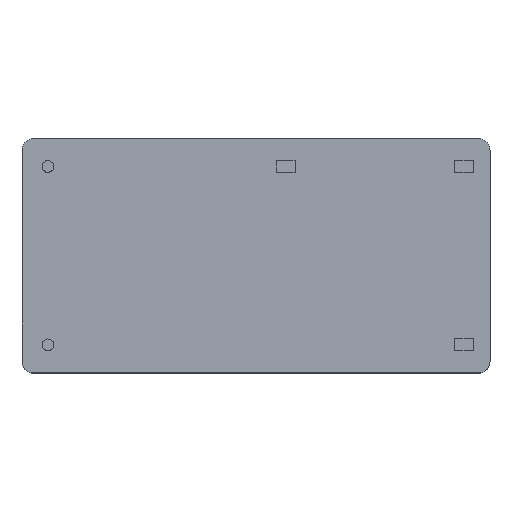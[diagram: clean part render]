
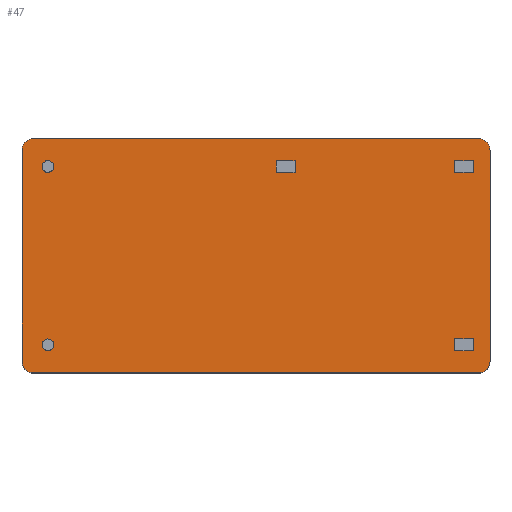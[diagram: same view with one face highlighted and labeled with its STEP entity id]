
A CAD part, top view. The second image highlights one B-rep face of the part: STEP entity #47.
In plain terms, the highlighted planar face has unit normal (0, 0, 1).
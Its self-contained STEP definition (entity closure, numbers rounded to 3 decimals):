
#47=ADVANCED_FACE('',(#103,#104,#105,#106,#107,#108),#109,.T.);
#103=FACE_OUTER_BOUND('',#218,.T.);
#104=FACE_BOUND('',#219,.T.);
#105=FACE_BOUND('',#220,.T.);
#106=FACE_BOUND('',#221,.T.);
#107=FACE_BOUND('',#222,.T.);
#108=FACE_BOUND('',#223,.T.);
#109=PLANE('',#224);
#218=EDGE_LOOP('',(#339,#340,#341,#342,#343,#344,#345,#346));
#219=EDGE_LOOP('',(#347,#348));
#220=EDGE_LOOP('',(#349,#350,#351,#352));
#221=EDGE_LOOP('',(#353,#354,#355,#356));
#222=EDGE_LOOP('',(#357,#358,#359,#360));
#223=EDGE_LOOP('',(#361,#362));
#224=AXIS2_PLACEMENT_3D('',#363,#364,#365);
#339=ORIENTED_EDGE('',*,*,#744,.T.);
#340=ORIENTED_EDGE('',*,*,#745,.T.);
#341=ORIENTED_EDGE('',*,*,#746,.T.);
#342=ORIENTED_EDGE('',*,*,#747,.T.);
#343=ORIENTED_EDGE('',*,*,#748,.T.);
#344=ORIENTED_EDGE('',*,*,#749,.T.);
#345=ORIENTED_EDGE('',*,*,#750,.T.);
#346=ORIENTED_EDGE('',*,*,#751,.T.);
#347=ORIENTED_EDGE('',*,*,#752,.F.);
#348=ORIENTED_EDGE('',*,*,#753,.F.);
#349=ORIENTED_EDGE('',*,*,#754,.F.);
#350=ORIENTED_EDGE('',*,*,#755,.F.);
#351=ORIENTED_EDGE('',*,*,#756,.F.);
#352=ORIENTED_EDGE('',*,*,#757,.F.);
#353=ORIENTED_EDGE('',*,*,#758,.F.);
#354=ORIENTED_EDGE('',*,*,#759,.F.);
#355=ORIENTED_EDGE('',*,*,#760,.F.);
#356=ORIENTED_EDGE('',*,*,#761,.F.);
#357=ORIENTED_EDGE('',*,*,#762,.F.);
#358=ORIENTED_EDGE('',*,*,#763,.F.);
#359=ORIENTED_EDGE('',*,*,#764,.F.);
#360=ORIENTED_EDGE('',*,*,#765,.F.);
#361=ORIENTED_EDGE('',*,*,#766,.F.);
#362=ORIENTED_EDGE('',*,*,#767,.F.);
#363=CARTESIAN_POINT('',(0.0,0.0,0.0));
#364=DIRECTION('',(0.0,0.0,1.0));
#365=DIRECTION('',(1.0,0.0,0.0));
#744=EDGE_CURVE('',#872,#873,#874,.T.);
#745=EDGE_CURVE('',#873,#875,#876,.T.);
#746=EDGE_CURVE('',#875,#877,#878,.T.);
#747=EDGE_CURVE('',#877,#879,#880,.T.);
#748=EDGE_CURVE('',#879,#881,#882,.T.);
#749=EDGE_CURVE('',#881,#883,#884,.T.);
#750=EDGE_CURVE('',#883,#885,#886,.T.);
#751=EDGE_CURVE('',#885,#872,#887,.T.);
#752=EDGE_CURVE('',#888,#889,#890,.T.);
#753=EDGE_CURVE('',#889,#888,#891,.T.);
#754=EDGE_CURVE('',#892,#893,#894,.T.);
#755=EDGE_CURVE('',#895,#892,#896,.T.);
#756=EDGE_CURVE('',#897,#895,#898,.T.);
#757=EDGE_CURVE('',#893,#897,#899,.T.);
#758=EDGE_CURVE('',#900,#901,#902,.T.);
#759=EDGE_CURVE('',#903,#900,#904,.T.);
#760=EDGE_CURVE('',#905,#903,#906,.T.);
#761=EDGE_CURVE('',#901,#905,#907,.T.);
#762=EDGE_CURVE('',#908,#909,#910,.T.);
#763=EDGE_CURVE('',#911,#908,#912,.T.);
#764=EDGE_CURVE('',#913,#911,#914,.T.);
#765=EDGE_CURVE('',#909,#913,#915,.T.);
#766=EDGE_CURVE('',#916,#917,#918,.T.);
#767=EDGE_CURVE('',#917,#916,#919,.T.);
#872=VERTEX_POINT('',#1086);
#873=VERTEX_POINT('',#1087);
#874=LINE('',#1088,#1089);
#875=VERTEX_POINT('',#1090);
#876=CIRCLE('',#1091,0.5);
#877=VERTEX_POINT('',#1092);
#878=LINE('',#1093,#1094);
#879=VERTEX_POINT('',#1095);
#880=CIRCLE('',#1096,0.5);
#881=VERTEX_POINT('',#1097);
#882=LINE('',#1098,#1099);
#883=VERTEX_POINT('',#1100);
#884=CIRCLE('',#1101,0.5);
#885=VERTEX_POINT('',#1102);
#886=LINE('',#1103,#1104);
#887=CIRCLE('',#1105,0.5);
#888=VERTEX_POINT('',#1106);
#889=VERTEX_POINT('',#1107);
#890=CIRCLE('',#1108,0.25);
#891=CIRCLE('',#1109,0.25);
#892=VERTEX_POINT('',#1110);
#893=VERTEX_POINT('',#1111);
#894=LINE('',#1112,#1113);
#895=VERTEX_POINT('',#1114);
#896=LINE('',#1115,#1116);
#897=VERTEX_POINT('',#1117);
#898=LINE('',#1118,#1119);
#899=LINE('',#1120,#1121);
#900=VERTEX_POINT('',#1122);
#901=VERTEX_POINT('',#1123);
#902=LINE('',#1124,#1125);
#903=VERTEX_POINT('',#1126);
#904=LINE('',#1127,#1128);
#905=VERTEX_POINT('',#1129);
#906=LINE('',#1130,#1131);
#907=LINE('',#1132,#1133);
#908=VERTEX_POINT('',#1134);
#909=VERTEX_POINT('',#1135);
#910=LINE('',#1136,#1137);
#911=VERTEX_POINT('',#1138);
#912=LINE('',#1139,#1140);
#913=VERTEX_POINT('',#1141);
#914=LINE('',#1142,#1143);
#915=LINE('',#1144,#1145);
#916=VERTEX_POINT('',#1146);
#917=VERTEX_POINT('',#1147);
#918=CIRCLE('',#1148,0.25);
#919=CIRCLE('',#1149,0.25);
#1086=CARTESIAN_POINT('',(-10.0,4.5,0.0));
#1087=CARTESIAN_POINT('',(-10.0,-4.5,0.0));
#1088=CARTESIAN_POINT('',(-10.0,4.5,0.0));
#1089=VECTOR('',#1377,9.0);
#1090=CARTESIAN_POINT('',(-9.5,-5.0,0.0));
#1091=AXIS2_PLACEMENT_3D('',#1378,#1379,#1380);
#1092=CARTESIAN_POINT('',(9.5,-5.0,0.0));
#1093=CARTESIAN_POINT('',(-9.5,-5.0,0.0));
#1094=VECTOR('',#1381,19.0);
#1095=CARTESIAN_POINT('',(10.0,-4.5,0.0));
#1096=AXIS2_PLACEMENT_3D('',#1382,#1383,#1384);
#1097=CARTESIAN_POINT('',(10.0,4.5,0.0));
#1098=CARTESIAN_POINT('',(10.0,-4.5,0.0));
#1099=VECTOR('',#1385,9.0);
#1100=CARTESIAN_POINT('',(9.5,5.0,0.0));
#1101=AXIS2_PLACEMENT_3D('',#1386,#1387,#1388);
#1102=CARTESIAN_POINT('',(-9.5,5.0,0.0));
#1103=CARTESIAN_POINT('',(9.5,5.0,0.0));
#1104=VECTOR('',#1389,19.0);
#1105=AXIS2_PLACEMENT_3D('',#1390,#1391,#1392);
#1106=CARTESIAN_POINT('',(-9.14,-3.81,0.0));
#1107=CARTESIAN_POINT('',(-8.64,-3.81,0.0));
#1108=AXIS2_PLACEMENT_3D('',#1393,#1394,#1395);
#1109=AXIS2_PLACEMENT_3D('',#1396,#1397,#1398);
#1110=CARTESIAN_POINT('',(1.67,4.06,0.0));
#1111=CARTESIAN_POINT('',(0.87,4.06,0.0));
#1112=CARTESIAN_POINT('',(1.67,4.06,0.0));
#1113=VECTOR('',#1399,0.8);
#1114=CARTESIAN_POINT('',(1.67,3.56,0.0));
#1115=CARTESIAN_POINT('',(1.67,3.56,0.0));
#1116=VECTOR('',#1400,0.5);
#1117=CARTESIAN_POINT('',(0.87,3.56,0.0));
#1118=CARTESIAN_POINT('',(0.87,3.56,0.0));
#1119=VECTOR('',#1401,0.8);
#1120=CARTESIAN_POINT('',(0.87,4.06,0.0));
#1121=VECTOR('',#1402,0.5);
#1122=CARTESIAN_POINT('',(9.29,4.06,0.0));
#1123=CARTESIAN_POINT('',(8.49,4.06,0.0));
#1124=CARTESIAN_POINT('',(9.29,4.06,0.0));
#1125=VECTOR('',#1403,0.8);
#1126=CARTESIAN_POINT('',(9.29,3.56,0.0));
#1127=CARTESIAN_POINT('',(9.29,3.56,0.0));
#1128=VECTOR('',#1404,0.5);
#1129=CARTESIAN_POINT('',(8.49,3.56,0.0));
#1130=CARTESIAN_POINT('',(8.49,3.56,0.0));
#1131=VECTOR('',#1405,0.8);
#1132=CARTESIAN_POINT('',(8.49,4.06,0.0));
#1133=VECTOR('',#1406,0.5);
#1134=CARTESIAN_POINT('',(9.29,-4.06,0.0));
#1135=CARTESIAN_POINT('',(9.29,-3.56,0.0));
#1136=CARTESIAN_POINT('',(9.29,-4.06,0.0));
#1137=VECTOR('',#1407,0.5);
#1138=CARTESIAN_POINT('',(8.49,-4.06,0.0));
#1139=CARTESIAN_POINT('',(8.49,-4.06,0.0));
#1140=VECTOR('',#1408,0.8);
#1141=CARTESIAN_POINT('',(8.49,-3.56,0.0));
#1142=CARTESIAN_POINT('',(8.49,-3.56,0.0));
#1143=VECTOR('',#1409,0.5);
#1144=CARTESIAN_POINT('',(9.29,-3.56,0.0));
#1145=VECTOR('',#1410,0.8);
#1146=CARTESIAN_POINT('',(-9.14,3.81,0.0));
#1147=CARTESIAN_POINT('',(-8.64,3.81,0.0));
#1148=AXIS2_PLACEMENT_3D('',#1411,#1412,#1413);
#1149=AXIS2_PLACEMENT_3D('',#1414,#1415,#1416);
#1377=DIRECTION('',(0.0,-1.0,0.0));
#1378=CARTESIAN_POINT('',(-9.5,-4.5,0.0));
#1379=DIRECTION('',(0.0,0.0,1.0));
#1380=DIRECTION('',(-1.0,0.0,0.0));
#1381=DIRECTION('',(1.0,0.0,0.0));
#1382=CARTESIAN_POINT('',(9.5,-4.5,0.0));
#1383=DIRECTION('',(0.0,0.0,1.0));
#1384=DIRECTION('',(0.0,-1.0,0.0));
#1385=DIRECTION('',(0.0,1.0,0.0));
#1386=CARTESIAN_POINT('',(9.5,4.5,0.0));
#1387=DIRECTION('',(0.0,0.0,1.0));
#1388=DIRECTION('',(1.0,0.0,0.0));
#1389=DIRECTION('',(-1.0,0.0,0.0));
#1390=CARTESIAN_POINT('',(-9.5,4.5,0.0));
#1391=DIRECTION('',(0.0,-0.0,1.0));
#1392=DIRECTION('',(0.0,1.0,0.0));
#1393=CARTESIAN_POINT('',(-8.89,-3.81,0.0));
#1394=DIRECTION('',(0.0,0.0,1.0));
#1395=DIRECTION('',(-1.0,0.0,0.0));
#1396=CARTESIAN_POINT('',(-8.89,-3.81,0.0));
#1397=DIRECTION('',(0.0,0.0,1.0));
#1398=DIRECTION('',(1.0,0.0,0.0));
#1399=DIRECTION('',(-1.0,0.0,0.0));
#1400=DIRECTION('',(0.0,1.0,0.0));
#1401=DIRECTION('',(1.0,0.0,0.0));
#1402=DIRECTION('',(0.0,-1.0,0.0));
#1403=DIRECTION('',(-1.0,0.0,0.0));
#1404=DIRECTION('',(0.0,1.0,0.0));
#1405=DIRECTION('',(1.0,0.0,0.0));
#1406=DIRECTION('',(0.0,-1.0,0.0));
#1407=DIRECTION('',(0.0,1.0,0.0));
#1408=DIRECTION('',(1.0,0.0,0.0));
#1409=DIRECTION('',(0.0,-1.0,0.0));
#1410=DIRECTION('',(-1.0,0.0,0.0));
#1411=CARTESIAN_POINT('',(-8.89,3.81,0.0));
#1412=DIRECTION('',(0.0,0.0,1.0));
#1413=DIRECTION('',(-1.0,0.0,0.0));
#1414=CARTESIAN_POINT('',(-8.89,3.81,0.0));
#1415=DIRECTION('',(0.0,0.0,1.0));
#1416=DIRECTION('',(1.0,0.0,0.0));
